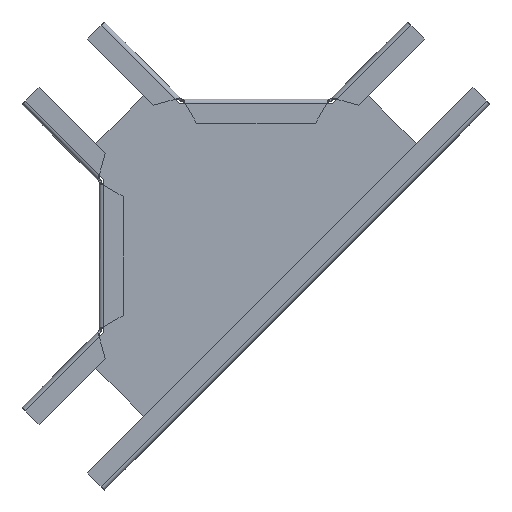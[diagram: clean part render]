
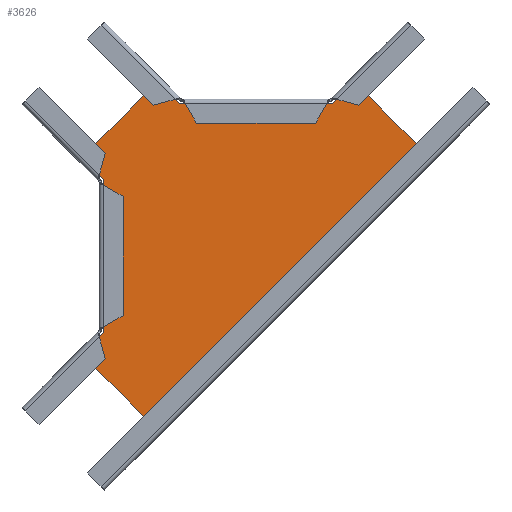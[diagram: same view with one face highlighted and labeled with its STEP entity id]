
A CAD part, front view. The second image highlights one B-rep face of the part: STEP entity #3626.
In plain terms, the highlighted planar face has unit normal (0, -1, 0).
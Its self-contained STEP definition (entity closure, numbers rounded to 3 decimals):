
#183 = CARTESIAN_POINT ( 'NONE',  ( -24.5, -1.5, 0. ) ) ;
#238 = DIRECTION ( 'NONE',  ( 0., 0., 1. ) ) ;
#311 = VECTOR ( 'NONE', #2857, 1000. ) ;
#328 = CARTESIAN_POINT ( 'NONE',  ( 88., -1.5, -112.5 ) ) ;
#360 = CARTESIAN_POINT ( 'NONE',  ( -88., -1.5, -63.5 ) ) ;
#403 = CARTESIAN_POINT ( 'NONE',  ( 24.5, -1.5, 0. ) ) ;
#419 = CARTESIAN_POINT ( 'NONE',  ( 88., -1.5, -112.5 ) ) ;
#448 = ORIENTED_EDGE ( 'NONE', *, *, #1648, .F. ) ;
#512 = ORIENTED_EDGE ( 'NONE', *, *, #1649, .F. ) ;
#558 = VECTOR ( 'NONE', #238, 1000. ) ;
#593 = VERTEX_POINT ( 'NONE', #328 ) ;
#643 = VECTOR ( 'NONE', #2914, 1000. ) ;
#650 = VECTOR ( 'NONE', #2981, 1000. ) ;
#659 = VERTEX_POINT ( 'NONE', #773 ) ;
#716 = CARTESIAN_POINT ( 'NONE',  ( -88., -1.5, -63.5 ) ) ;
#742 = VERTEX_POINT ( 'NONE', #1079 ) ;
#773 = CARTESIAN_POINT ( 'NONE',  ( -24.5, -1.5, -14. ) ) ;
#1021 = EDGE_CURVE ( 'NONE', #742, #1335, #1351, .T. ) ;
#1079 = CARTESIAN_POINT ( 'NONE',  ( 24.5, -1.5, -14. ) ) ;
#1297 = DIRECTION ( 'NONE',  ( 0., 0., 1. ) ) ;
#1317 = CARTESIAN_POINT ( 'NONE',  ( -88., -1.5, -112.5 ) ) ;
#1335 = VERTEX_POINT ( 'NONE', #3873 ) ;
#1340 = VECTOR ( 'NONE', #1600, 1000. ) ;
#1351 = LINE ( 'NONE', #1824, #650 ) ;
#1420 = LINE ( 'NONE', #3078, #3724 ) ;
#1424 = EDGE_CURVE ( 'NONE', #1335, #2077, #3912, .T. ) ;
#1453 = ORIENTED_EDGE ( 'NONE', *, *, #1831, .F. ) ;
#1466 = DIRECTION ( 'NONE',  ( 0., -1., 0. ) ) ;
#1538 = DIRECTION ( 'NONE',  ( 1., 0., 0. ) ) ;
#1548 = VERTEX_POINT ( 'NONE', #403 ) ;
#1600 = DIRECTION ( 'NONE',  ( 1., 0., 0. ) ) ;
#1613 = CARTESIAN_POINT ( 'NONE',  ( -74., -1.5, -63.5 ) ) ;
#1648 = EDGE_CURVE ( 'NONE', #2610, #1548, #2996, .T. ) ;
#1649 = EDGE_CURVE ( 'NONE', #593, #4051, #1858, .T. ) ;
#1662 = ORIENTED_EDGE ( 'NONE', *, *, #2998, .F. ) ;
#1673 = PLANE ( 'NONE',  #3336 ) ;
#1683 = LINE ( 'NONE', #419, #311 ) ;
#1705 = CARTESIAN_POINT ( 'NONE',  ( 0., -1.5, 0. ) ) ;
#1734 = DIRECTION ( 'NONE',  ( 0., 0., -1. ) ) ;
#1735 = FACE_OUTER_BOUND ( 'NONE', #2992, .T. ) ;
#1824 = CARTESIAN_POINT ( 'NONE',  ( 74., -1.5, -63.5 ) ) ;
#1831 = EDGE_CURVE ( 'NONE', #659, #2610, #3370, .T. ) ;
#1850 = CARTESIAN_POINT ( 'NONE',  ( -74., -1.5, -63.5 ) ) ;
#1858 = LINE ( 'NONE', #2947, #643 ) ;
#1914 = CARTESIAN_POINT ( 'NONE',  ( 24.5, -1.5, 0. ) ) ;
#1934 = ORIENTED_EDGE ( 'NONE', *, *, #3082, .F. ) ;
#1965 = ORIENTED_EDGE ( 'NONE', *, *, #1424, .F. ) ;
#2013 = VECTOR ( 'NONE', #1538, 1000. ) ;
#2027 = VECTOR ( 'NONE', #3670, 1000. ) ;
#2031 = DIRECTION ( 'NONE',  ( 0., 0., -1. ) ) ;
#2046 = ORIENTED_EDGE ( 'NONE', *, *, #2723, .F. ) ;
#2077 = VERTEX_POINT ( 'NONE', #3386 ) ;
#2116 = CARTESIAN_POINT ( 'NONE',  ( -24.5, -1.5, 0. ) ) ;
#2463 = ORIENTED_EDGE ( 'NONE', *, *, #1021, .F. ) ;
#2513 = ORIENTED_EDGE ( 'NONE', *, *, #2928, .F. ) ;
#2600 = LINE ( 'NONE', #716, #558 ) ;
#2610 = VERTEX_POINT ( 'NONE', #2116 ) ;
#2709 = CARTESIAN_POINT ( 'NONE',  ( 88., -1.5, -63.5 ) ) ;
#2723 = EDGE_CURVE ( 'NONE', #1548, #742, #1420, .T. ) ;
#2857 = DIRECTION ( 'NONE',  ( 0., 0., -1. ) ) ;
#2869 = VECTOR ( 'NONE', #3201, 1000. ) ;
#2914 = DIRECTION ( 'NONE',  ( -1., 0., 0. ) ) ;
#2928 = EDGE_CURVE ( 'NONE', #3085, #659, #3236, .T. ) ;
#2939 = EDGE_CURVE ( 'NONE', #2951, #3085, #3795, .T. ) ;
#2947 = CARTESIAN_POINT ( 'NONE',  ( -88., -1.5, -112.5 ) ) ;
#2951 = VERTEX_POINT ( 'NONE', #3335 ) ;
#2981 = DIRECTION ( 'NONE',  ( 0.707, 0., -0.707 ) ) ;
#2992 = EDGE_LOOP ( 'NONE', ( #2046, #448, #1453, #2513, #3484, #1662, #512, #1934, #1965, #2463 ) ) ;
#2996 = LINE ( 'NONE', #1914, #2013 ) ;
#2998 = EDGE_CURVE ( 'NONE', #4051, #2951, #2600, .T. ) ;
#3078 = CARTESIAN_POINT ( 'NONE',  ( 24.5, -1.5, -14. ) ) ;
#3082 = EDGE_CURVE ( 'NONE', #2077, #593, #1683, .T. ) ;
#3085 = VERTEX_POINT ( 'NONE', #1850 ) ;
#3201 = DIRECTION ( 'NONE',  ( 1., 0., 0. ) ) ;
#3236 = LINE ( 'NONE', #1613, #2027 ) ;
#3335 = CARTESIAN_POINT ( 'NONE',  ( -88., -1.5, -63.5 ) ) ;
#3336 = AXIS2_PLACEMENT_3D ( 'NONE', #1705, #1466, #2031 ) ;
#3370 = LINE ( 'NONE', #183, #3407 ) ;
#3386 = CARTESIAN_POINT ( 'NONE',  ( 88., -1.5, -63.5 ) ) ;
#3407 = VECTOR ( 'NONE', #1297, 1000. ) ;
#3484 = ORIENTED_EDGE ( 'NONE', *, *, #2939, .F. ) ;
#3626 = ADVANCED_FACE ( 'NONE', ( #1735 ), #1673, .T. ) ;
#3670 = DIRECTION ( 'NONE',  ( 0.707, 0., 0.707 ) ) ;
#3724 = VECTOR ( 'NONE', #1734, 1000. ) ;
#3795 = LINE ( 'NONE', #360, #1340 ) ;
#3873 = CARTESIAN_POINT ( 'NONE',  ( 74., -1.5, -63.5 ) ) ;
#3912 = LINE ( 'NONE', #2709, #2869 ) ;
#4051 = VERTEX_POINT ( 'NONE', #1317 ) ;
